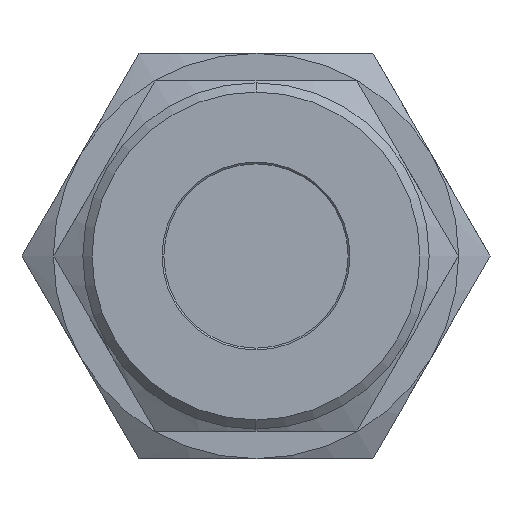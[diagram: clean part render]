
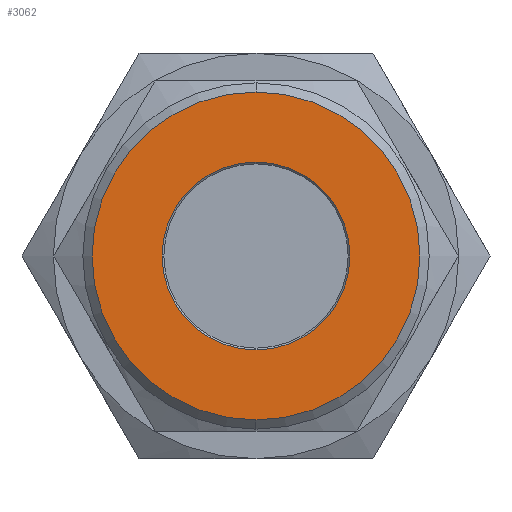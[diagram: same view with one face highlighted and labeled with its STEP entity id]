
A CAD part, front view. The second image highlights one B-rep face of the part: STEP entity #3062.
In plain terms, the highlighted planar face has unit normal (0, -1, 0).
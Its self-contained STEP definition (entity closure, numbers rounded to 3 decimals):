
#4 = VERTEX_POINT ( 'NONE', #345 ) ;
#9 = VERTEX_POINT ( 'NONE', #338 ) ;
#48 = EDGE_CURVE ( 'NONE', #4120, #4122, #3002, .T. ) ;
#49 = EDGE_CURVE ( 'NONE', #4, #9, #3000, .T. ) ;
#144 = EDGE_CURVE ( 'NONE', #4122, #4120, #907, .T. ) ;
#157 = EDGE_CURVE ( 'NONE', #9, #4, #929, .T. ) ;
#177 = AXIS2_PLACEMENT_3D ( 'NONE', #1587, #1585, #1584 ) ;
#178 = AXIS2_PLACEMENT_3D ( 'NONE', #1581, #1580, #1579 ) ;
#212 = AXIS2_PLACEMENT_3D ( 'NONE', #729, #730, #731 ) ;
#218 = AXIS2_PLACEMENT_3D ( 'NONE', #763, #764, #765 ) ;
#338 = CARTESIAN_POINT ( 'NONE',  ( 0., -9., 5.1 ) ) ;
#345 = CARTESIAN_POINT ( 'NONE',  ( 0., -9., -5.1 ) ) ;
#729 = CARTESIAN_POINT ( 'NONE',  ( 0., -9., 0. ) ) ;
#730 = DIRECTION ( 'NONE',  ( 0., -1., 0. ) ) ;
#731 = DIRECTION ( 'NONE',  ( 0., 0., 1. ) ) ;
#763 = CARTESIAN_POINT ( 'NONE',  ( 0., -9., 0. ) ) ;
#764 = DIRECTION ( 'NONE',  ( 0., 1., 0. ) ) ;
#765 = DIRECTION ( 'NONE',  ( 0., 0., -1. ) ) ;
#907 = CIRCLE ( 'NONE', #212, 8.9 ) ;
#929 = CIRCLE ( 'NONE', #218, 5.1 ) ;
#1579 = DIRECTION ( 'NONE',  ( 0., 0., -1. ) ) ;
#1580 = DIRECTION ( 'NONE',  ( 0., 1., 0. ) ) ;
#1581 = CARTESIAN_POINT ( 'NONE',  ( 0., -9., 0. ) ) ;
#1584 = DIRECTION ( 'NONE',  ( 0., 0., 1. ) ) ;
#1585 = DIRECTION ( 'NONE',  ( 0., -1., 0. ) ) ;
#1587 = CARTESIAN_POINT ( 'NONE',  ( 0., -9., 0. ) ) ;
#2754 = ORIENTED_EDGE ( 'NONE', *, *, #48, .T. ) ;
#2755 = ORIENTED_EDGE ( 'NONE', *, *, #144, .T. ) ;
#2756 = ORIENTED_EDGE ( 'NONE', *, *, #157, .T. ) ;
#2757 = ORIENTED_EDGE ( 'NONE', *, *, #49, .T. ) ;
#3000 = CIRCLE ( 'NONE', #178, 5.1 ) ;
#3002 = CIRCLE ( 'NONE', #177, 8.9 ) ;
#3062 = ADVANCED_FACE ( 'NONE', ( #4778, #4782 ), #4161, .T. ) ;
#3555 = AXIS2_PLACEMENT_3D ( 'NONE', #4169, #4170, #4171 ) ;
#3762 = EDGE_LOOP ( 'NONE', ( #2754, #2755 ) ) ;
#3763 = EDGE_LOOP ( 'NONE', ( #2756, #2757 ) ) ;
#4120 = VERTEX_POINT ( 'NONE', #4346 ) ;
#4122 = VERTEX_POINT ( 'NONE', #4348 ) ;
#4161 = PLANE ( 'NONE',  #3555 ) ;
#4169 = CARTESIAN_POINT ( 'NONE',  ( -9.4, -9., 0. ) ) ;
#4170 = DIRECTION ( 'NONE',  ( 0., -1., 0. ) ) ;
#4171 = DIRECTION ( 'NONE',  ( 0., 0., 1. ) ) ;
#4346 = CARTESIAN_POINT ( 'NONE',  ( 0., -9., -8.9 ) ) ;
#4348 = CARTESIAN_POINT ( 'NONE',  ( 0., -9., 8.9 ) ) ;
#4778 = FACE_OUTER_BOUND ( 'NONE', #3762, .T. ) ;
#4782 = FACE_BOUND ( 'NONE', #3763, .T. ) ;
